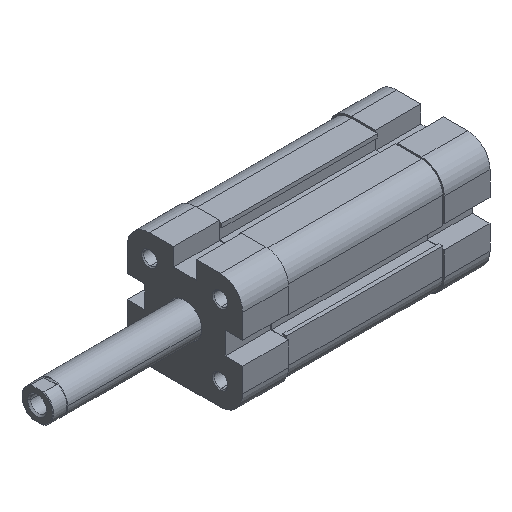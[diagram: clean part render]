
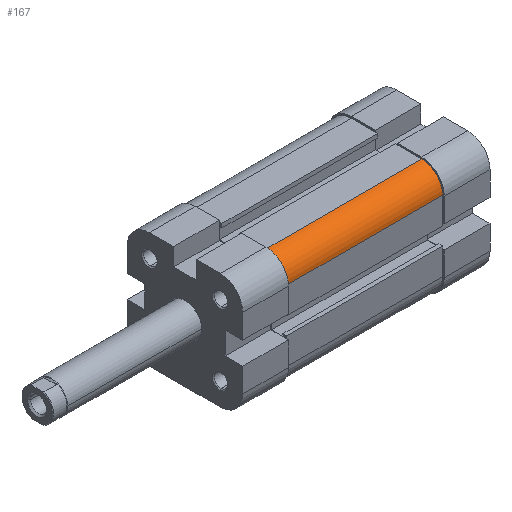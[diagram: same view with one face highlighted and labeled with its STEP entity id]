
A CAD part, isometric view. The second image highlights one B-rep face of the part: STEP entity #167.
In plain terms, the highlighted cylindrical face has radius 6.5 mm (diameter 13 mm), a partial arc.
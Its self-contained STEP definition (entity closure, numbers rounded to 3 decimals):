
#167 = ADVANCED_FACE ( 'NONE', ( #5104 ), #5106, .T. ) ;
#707 = DIRECTION ( 'NONE',  ( 0., 0., 1. ) ) ;
#710 = DIRECTION ( 'NONE',  ( 1., 0., 0. ) ) ;
#718 = CARTESIAN_POINT ( 'NONE',  ( 28.5, 6.5, -48.5 ) ) ;
#1306 = CARTESIAN_POINT ( 'NONE',  ( 35., 6.5, 0. ) ) ;
#1439 = CARTESIAN_POINT ( 'NONE',  ( 28.5, 0., -48.5 ) ) ;
#1443 = CARTESIAN_POINT ( 'NONE',  ( 28.5, 0., 0. ) ) ;
#1473 = CARTESIAN_POINT ( 'NONE',  ( 35., 6.5, -48.5 ) ) ;
#2258 = LINE ( 'NONE', #3287, #2259 ) ;
#2259 = VECTOR ( 'NONE', #3288, 1000. ) ;
#2291 = CIRCLE ( 'NONE', #6264, 6.5 ) ;
#2296 = LINE ( 'NONE', #3336, #2297 ) ;
#2297 = VECTOR ( 'NONE', #3337, 1000. ) ;
#2300 = CIRCLE ( 'NONE', #6263, 6.5 ) ;
#3287 = CARTESIAN_POINT ( 'NONE',  ( 35., 6.5, -48.5 ) ) ;
#3288 = DIRECTION ( 'NONE',  ( 0., 0., 1. ) ) ;
#3319 = CARTESIAN_POINT ( 'NONE',  ( 28.5, 6.5, -48.5 ) ) ;
#3327 = DIRECTION ( 'NONE',  ( 0., 0., 1. ) ) ;
#3328 = DIRECTION ( 'NONE',  ( 1., 0., 0. ) ) ;
#3336 = CARTESIAN_POINT ( 'NONE',  ( 28.5, 0., -48.5 ) ) ;
#3337 = DIRECTION ( 'NONE',  ( 0., 0., 1. ) ) ;
#3338 = CARTESIAN_POINT ( 'NONE',  ( 28.5, 6.5, 0. ) ) ;
#3339 = DIRECTION ( 'NONE',  ( 0., 0., 1. ) ) ;
#3340 = DIRECTION ( 'NONE',  ( 1., 0., 0. ) ) ;
#3726 = VERTEX_POINT ( 'NONE', #1306 ) ;
#3855 = VERTEX_POINT ( 'NONE', #1439 ) ;
#3858 = VERTEX_POINT ( 'NONE', #1443 ) ;
#3882 = VERTEX_POINT ( 'NONE', #1473 ) ;
#4594 = EDGE_LOOP ( 'NONE', ( #5646, #5645, #5632, #5631 ) ) ;
#5104 = FACE_OUTER_BOUND ( 'NONE', #4594, .T. ) ;
#5106 = CYLINDRICAL_SURFACE ( 'NONE', #6014, 6.5 ) ;
#5631 = ORIENTED_EDGE ( 'NONE', *, *, #6537, .T. ) ;
#5632 = ORIENTED_EDGE ( 'NONE', *, *, #6555, .T. ) ;
#5645 = ORIENTED_EDGE ( 'NONE', *, *, #6559, .F. ) ;
#5646 = ORIENTED_EDGE ( 'NONE', *, *, #6560, .F. ) ;
#6014 = AXIS2_PLACEMENT_3D ( 'NONE', #718, #707, #710 ) ;
#6263 = AXIS2_PLACEMENT_3D ( 'NONE', #3338, #3339, #3340 ) ;
#6264 = AXIS2_PLACEMENT_3D ( 'NONE', #3319, #3327, #3328 ) ;
#6537 = EDGE_CURVE ( 'NONE', #3882, #3726, #2258, .T. ) ;
#6555 = EDGE_CURVE ( 'NONE', #3855, #3882, #2291, .T. ) ;
#6559 = EDGE_CURVE ( 'NONE', #3855, #3858, #2296, .T. ) ;
#6560 = EDGE_CURVE ( 'NONE', #3858, #3726, #2300, .T. ) ;
